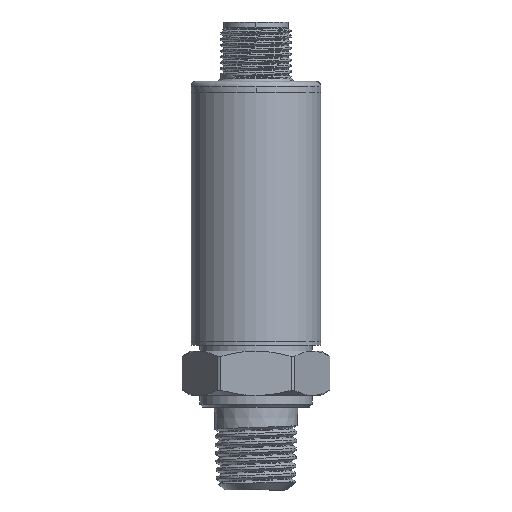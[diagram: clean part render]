
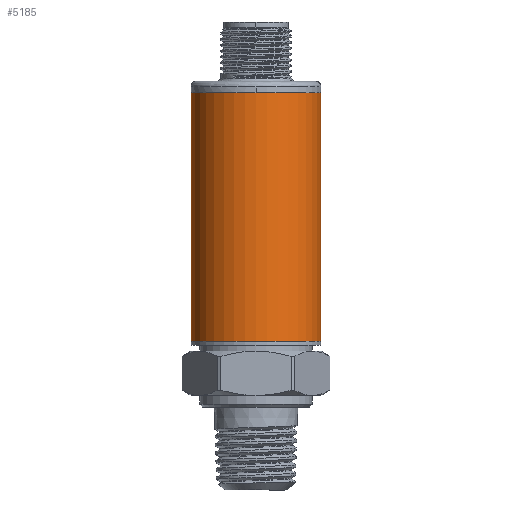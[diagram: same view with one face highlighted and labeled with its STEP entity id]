
A CAD part, front view. The second image highlights one B-rep face of the part: STEP entity #5185.
In plain terms, the highlighted cylindrical face has radius 11 mm (diameter 22 mm), a partial arc.
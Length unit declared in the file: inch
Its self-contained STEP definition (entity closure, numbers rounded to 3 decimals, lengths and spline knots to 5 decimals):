
#152 = DIRECTION ( 'NONE',  ( 0., 0., 1. ) ) ;
#441 = EDGE_CURVE ( 'NONE', #7153, #11114, #9212, .T. ) ;
#1116 = VERTEX_POINT ( 'NONE', #2279 ) ;
#1425 = AXIS2_PLACEMENT_3D ( 'NONE', #7020, #10621, #5322 ) ;
#1914 = CARTESIAN_POINT ( 'NONE',  ( 0., 0., 1.65354 ) ) ;
#2279 = CARTESIAN_POINT ( 'NONE',  ( -0.43307, 0., 1.65354 ) ) ;
#2746 = DIRECTION ( 'NONE',  ( 1., 0., 0. ) ) ;
#3195 = VECTOR ( 'NONE', #152, 39.37008 ) ;
#3205 = AXIS2_PLACEMENT_3D ( 'NONE', #9236, #7571, #3979 ) ;
#3553 = ORIENTED_EDGE ( 'NONE', *, *, #4309, .F. ) ;
#3801 = CARTESIAN_POINT ( 'NONE',  ( 0.43307, 0., 0. ) ) ;
#3979 = DIRECTION ( 'NONE',  ( 1., 0., 0. ) ) ;
#4309 = EDGE_CURVE ( 'NONE', #7565, #1116, #10119, .T. ) ;
#4786 = CARTESIAN_POINT ( 'NONE',  ( 0.43307, 0., 0. ) ) ;
#4851 = ORIENTED_EDGE ( 'NONE', *, *, #7137, .T. ) ;
#5185 = ADVANCED_FACE ( 'NONE', ( #10350 ), #7177, .T. ) ;
#5215 = EDGE_LOOP ( 'NONE', ( #3553, #7440, #5449, #4851 ) ) ;
#5322 = DIRECTION ( 'NONE',  ( 1., 0., 0. ) ) ;
#5449 = ORIENTED_EDGE ( 'NONE', *, *, #441, .T. ) ;
#5676 = DIRECTION ( 'NONE',  ( 0., 0., 1. ) ) ;
#6462 = CARTESIAN_POINT ( 'NONE',  ( -0.43307, 0., 0. ) ) ;
#7020 = CARTESIAN_POINT ( 'NONE',  ( 0., 0., 0. ) ) ;
#7137 = EDGE_CURVE ( 'NONE', #11114, #1116, #9519, .T. ) ;
#7153 = VERTEX_POINT ( 'NONE', #3801 ) ;
#7162 = CARTESIAN_POINT ( 'NONE',  ( 0.43307, 0., 1.65354 ) ) ;
#7177 = CYLINDRICAL_SURFACE ( 'NONE', #3205, 0.43307 ) ;
#7395 = DIRECTION ( 'NONE',  ( 0., 0., -1. ) ) ;
#7440 = ORIENTED_EDGE ( 'NONE', *, *, #8731, .T. ) ;
#7503 = VECTOR ( 'NONE', #5676, 39.37008 ) ;
#7565 = VERTEX_POINT ( 'NONE', #10925 ) ;
#7571 = DIRECTION ( 'NONE',  ( 0., 0., 1. ) ) ;
#8731 = EDGE_CURVE ( 'NONE', #7565, #7153, #10289, .T. ) ;
#8959 = AXIS2_PLACEMENT_3D ( 'NONE', #1914, #7395, #2746 ) ;
#9212 = LINE ( 'NONE', #4786, #7503 ) ;
#9236 = CARTESIAN_POINT ( 'NONE',  ( 0., 0., 0. ) ) ;
#9519 = CIRCLE ( 'NONE', #8959, 0.43307 ) ;
#10119 = LINE ( 'NONE', #6462, #3195 ) ;
#10289 = CIRCLE ( 'NONE', #1425, 0.43307 ) ;
#10350 = FACE_OUTER_BOUND ( 'NONE', #5215, .T. ) ;
#10621 = DIRECTION ( 'NONE',  ( 0., 0., 1. ) ) ;
#10925 = CARTESIAN_POINT ( 'NONE',  ( -0.43307, 0., 0. ) ) ;
#11114 = VERTEX_POINT ( 'NONE', #7162 ) ;
